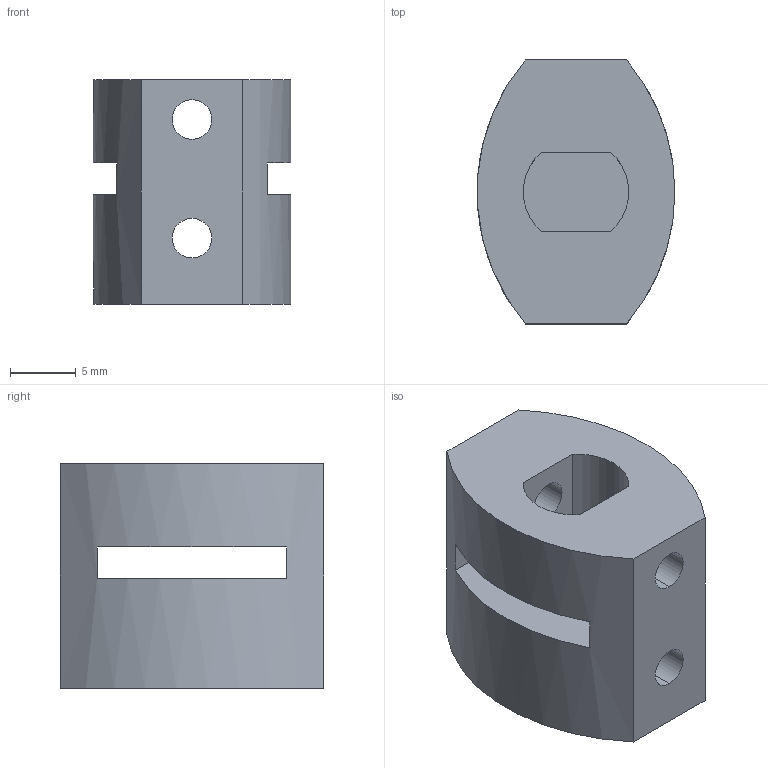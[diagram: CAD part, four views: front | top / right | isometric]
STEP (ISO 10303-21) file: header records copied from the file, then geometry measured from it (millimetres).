
FILE_DESCRIPTION (( 'STEP AP203' ), '1' );
FILE_NAME ('µç»ú4¹Ì¶¨.STEP', '2025-09-08T07:14:17', ( '' ), ( '' ), 'SwSTEP 2.0', 'SolidWorks 2025', '' );
FILE_SCHEMA (( 'CONFIG_CONTROL_DESIGN' ));
Length unit declared in the file: millimetre
Products named in the file (1): 电机4固定
Bounding box: 15 x 20 x 17 mm (x, y, z)
Volume: 3096.2 mm3; surface area: 2315.5 mm2
Topology: 1 solids, 1 shells, 30 faces, 84 edges, 56 vertices
Faces by surface type: cylinder 17, plane 13
Entity records: 1089 total; most frequent: DIRECTION 186, CARTESIAN_POINT 171, ORIENTED_EDGE 168, EDGE_CURVE 84, AXIS2_PLACEMENT_3D 71, VERTEX_POINT 56, LINE 44, VECTOR 44
